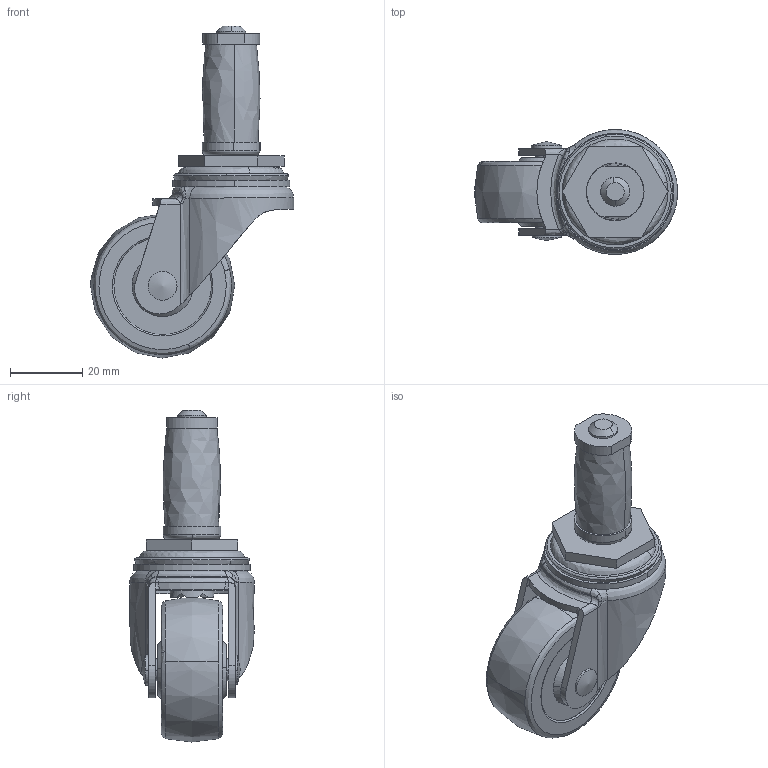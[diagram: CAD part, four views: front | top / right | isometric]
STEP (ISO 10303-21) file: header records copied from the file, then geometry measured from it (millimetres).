
FILE_DESCRIPTION((''),'2;1');
FILE_NAME('','2005-12-15T16:29:13',(''),(''),'','CADfix','');
FILE_SCHEMA(('AUTOMOTIVE_DESIGN'));
Length unit declared in the file: millimetre
Products named in the file (5): wheel; main shaft; body; axle; No_202_d16_21017_36
Assembly tree (4 placements, depth 2):
  No_202_d16_21017_36
    wheel
    main shaft
    body
    axle
Bounding box: 56.29 x 34.59 x 92 mm (x, y, z)
Volume: 39996.1 mm3; surface area: 16037.2 mm2
Topology: 4 solids, 4 shells, 179 faces, 530 edges, 374 vertices
Faces by surface type: bspline 179
Entity records: 8124 total; most frequent: CARTESIAN_POINT 5205, ORIENTED_EDGE 1056, EDGE_CURVE 528, VERTEX_POINT 374, EDGE_LOOP 204, FACE_OUTER_BOUND 179, ADVANCED_FACE 179, QUASI_UNIFORM_CURVE 131
